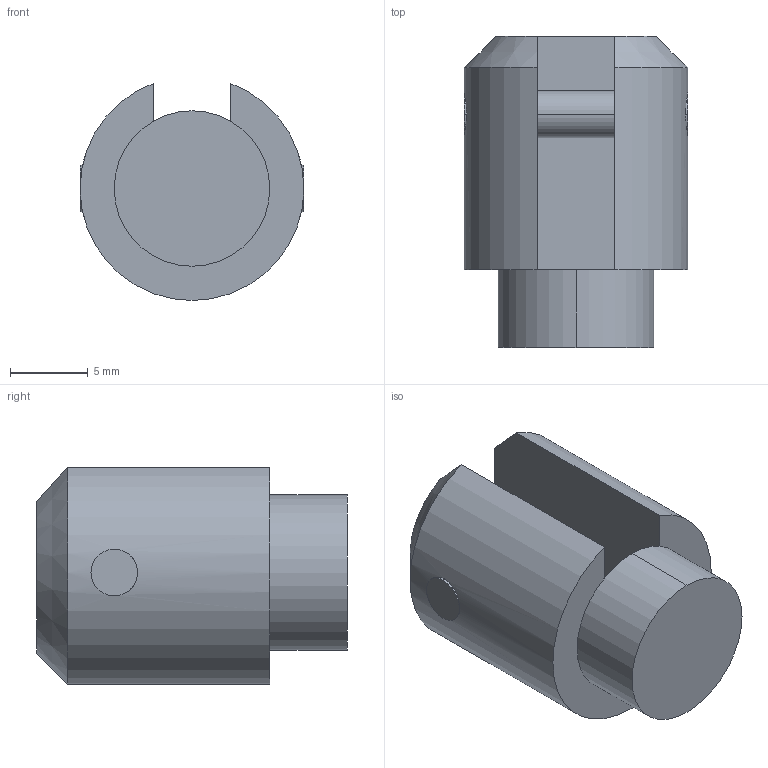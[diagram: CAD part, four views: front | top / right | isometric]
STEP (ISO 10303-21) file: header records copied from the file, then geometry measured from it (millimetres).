
FILE_DESCRIPTION (( 'STEP AP214' ), '1' );
FILE_NAME ('PART01.STEP', '2024-04-17T03:01:34', ( '' ), ( '' ), 'SwSTEP 2.0', 'SolidWorks 2022', '' );
FILE_SCHEMA (( 'AUTOMOTIVE_DESIGN' ));
Length unit declared in the file: millimetre
Products named in the file (1): PART01
Bounding box: 14.4 x 20 x 13.95 mm (x, y, z)
Volume: 2105.7 mm3; surface area: 1557.7 mm2
Topology: 2 solids, 2 shells, 21 faces, 48 edges, 31 vertices
Faces by surface type: cylinder 10, plane 9, cone 2
Entity records: 739 total; most frequent: CARTESIAN_POINT 203, DIRECTION 106, ORIENTED_EDGE 96, EDGE_CURVE 48, AXIS2_PLACEMENT_3D 42, VERTEX_POINT 31, EDGE_LOOP 25, VECTOR 22
